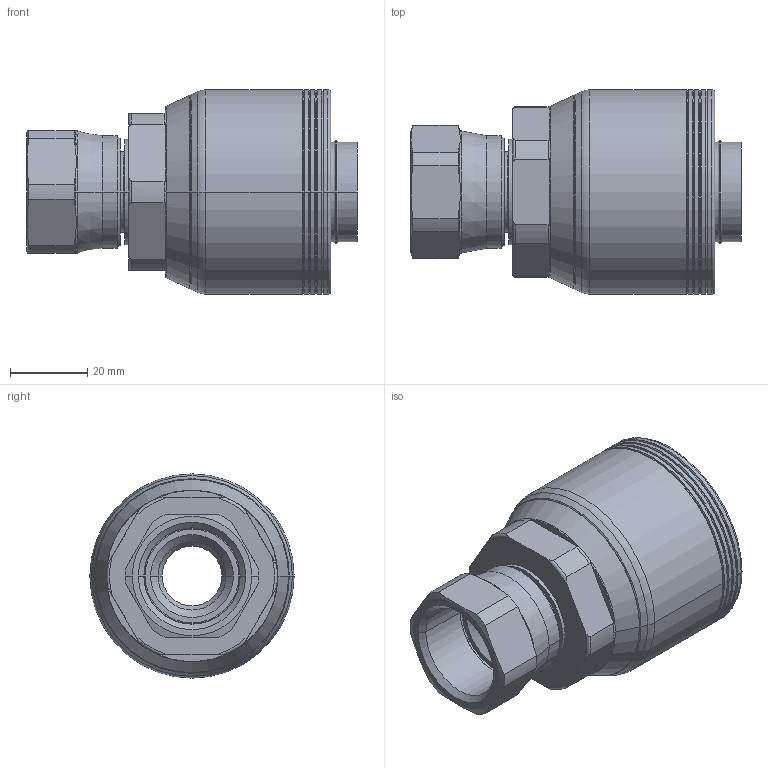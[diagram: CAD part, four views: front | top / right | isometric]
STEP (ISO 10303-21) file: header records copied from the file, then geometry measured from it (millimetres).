
FILE_DESCRIPTION((''),'2;1');
FILE_NAME('4SA12FJ16','2015-01-29T',('E5254754'),('Eaton Hydraulics Inc.'),'PRO/ENGINEER BY PARAMETRIC TECHNOLOGY CORPORATION, 2010280','PRO/ENGINEER BY PARAMETRIC TECHNOLOGY CORPORATION, 2010280','');
FILE_SCHEMA(('CONFIG_CONTROL_DESIGN'));
Products named in the file (5): 1F40463-1216; 210204-12_CRIMP; 4S16_HEX_CRIMP; FF91157-16_AF2; 4SA12FJ16
Assembly tree (4 placements, depth 2):
  4SA12FJ16
    1F40463-1216
    210204-12_CRIMP
    4S16_HEX_CRIMP
    FF91157-16_AF2
Bounding box: 85.65 x 52.93 x 52.93 mm (x, y, z)
Volume: 47450.4 mm3; surface area: 33827 mm2
Topology: 4 solids, 4 shells, 180 faces, 404 edges, 238 vertices
Faces by surface type: cylinder 60, cone 58, plane 32, torus 30
Entity records: 5445 total; most frequent: CARTESIAN_POINT 1229, DIRECTION 954, ORIENTED_EDGE 808, AXIS2_PLACEMENT_3D 409, EDGE_CURVE 404, VERTEX_POINT 238, CIRCLE 220, EDGE_LOOP 194
